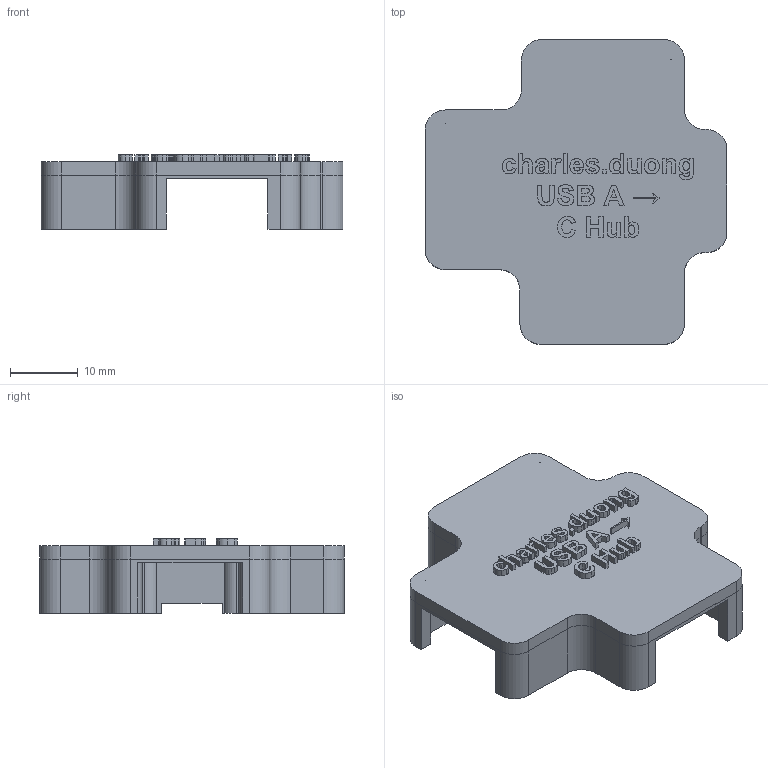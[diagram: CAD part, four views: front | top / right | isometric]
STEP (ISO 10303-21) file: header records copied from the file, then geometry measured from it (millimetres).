
FILE_DESCRIPTION(/* description */ (''),/* implementation_level */ '2;1');
FILE_NAME(/* name */ 'top half of usb v1.step',/* time_stamp */ '2024-07-17T20:17:50-04:00',/* author */ (''),/* organization */ (''),/* preprocessor_version */ 'ST-DEVELOPER v20',/* originating_system */ 'Autodesk Translation Framework v13.14.0.145',/* authorisation */ '');
FILE_SCHEMA (('AUTOMOTIVE_DESIGN { 1 0 10303 214 3 1 1 }'));
Length unit declared in the file: millimetre
Products named in the file (3): top half of usb; OBJ_PCB_usb hub 2.obj; top part case
Assembly tree (2 placements, depth 3):
  top half of usb
    OBJ_PCB_usb hub 2.obj
      top part case
Bounding box: 44.56 x 44.96 x 11 mm (x, y, z)
Volume: 4917 mm3; surface area: 6777.7 mm2
Topology: 24 solids, 24 shells, 598 faces, 1632 edges, 1088 vertices
Faces by surface type: bspline 299, plane 261, cylinder 38
Entity records: 21656 total; most frequent: CARTESIAN_POINT 8406, ORIENTED_EDGE 3264, DIRECTION 1718, EDGE_CURVE 1632, VERTEX_POINT 1088, LINE 958, VECTOR 958, EDGE_LOOP 626
